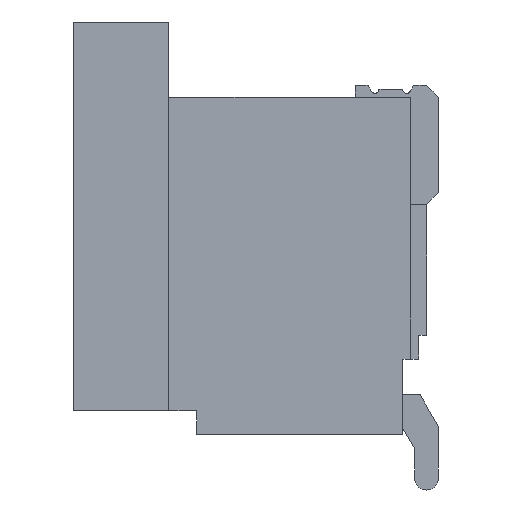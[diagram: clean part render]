
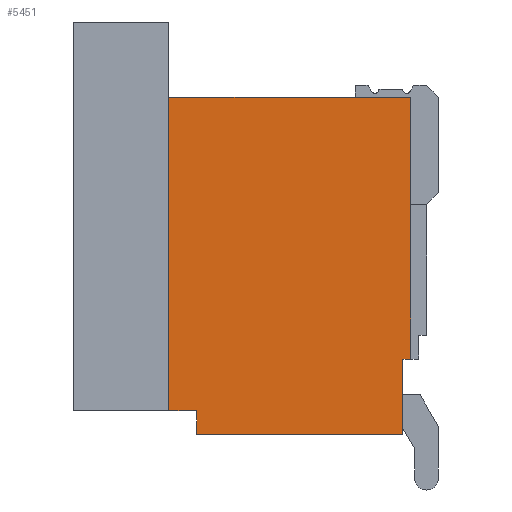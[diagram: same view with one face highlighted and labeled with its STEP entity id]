
A CAD part, left-side view. The second image highlights one B-rep face of the part: STEP entity #5451.
In plain terms, the highlighted planar face has unit normal (-1, 0, 0).
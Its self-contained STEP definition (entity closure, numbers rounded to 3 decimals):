
#1120=ORIENTED_EDGE('',*,*,#2264,.F.);
#1121=ORIENTED_EDGE('',*,*,#2146,.F.);
#1122=ORIENTED_EDGE('',*,*,#2153,.F.);
#1123=ORIENTED_EDGE('',*,*,#2265,.F.);
#1124=ORIENTED_EDGE('',*,*,#2266,.F.);
#1125=ORIENTED_EDGE('',*,*,#2267,.F.);
#1126=ORIENTED_EDGE('',*,*,#2268,.F.);
#1127=ORIENTED_EDGE('',*,*,#2253,.F.);
#2146=EDGE_CURVE('',#2777,#2778,#3399,.T.);
#2153=EDGE_CURVE('',#2782,#2777,#3406,.T.);
#2253=EDGE_CURVE('',#2870,#2871,#3502,.T.);
#2264=EDGE_CURVE('',#2778,#2870,#3513,.T.);
#2265=EDGE_CURVE('',#2879,#2782,#3514,.T.);
#2266=EDGE_CURVE('',#2880,#2879,#3515,.T.);
#2267=EDGE_CURVE('',#2881,#2880,#3516,.T.);
#2268=EDGE_CURVE('',#2871,#2881,#3517,.T.);
#2777=VERTEX_POINT('',#8267);
#2778=VERTEX_POINT('',#8269);
#2782=VERTEX_POINT('',#8280);
#2870=VERTEX_POINT('',#8483);
#2871=VERTEX_POINT('',#8485);
#2879=VERTEX_POINT('',#8507);
#2880=VERTEX_POINT('',#8509);
#2881=VERTEX_POINT('',#8511);
#3399=LINE('',#8268,#4130);
#3406=LINE('',#8281,#4137);
#3502=LINE('',#8484,#4233);
#3513=LINE('',#8505,#4244);
#3514=LINE('',#8506,#4245);
#3515=LINE('',#8508,#4246);
#3516=LINE('',#8510,#4247);
#3517=LINE('',#8512,#4248);
#4130=VECTOR('',#6748,1000.);
#4137=VECTOR('',#6757,1000.);
#4233=VECTOR('',#6891,1000.);
#4244=VECTOR('',#6906,1000.);
#4245=VECTOR('',#6907,1000.);
#4246=VECTOR('',#6908,1000.);
#4247=VECTOR('',#6909,1000.);
#4248=VECTOR('',#6910,1000.);
#4622=EDGE_LOOP('',(#1120,#1121,#1122,#1123,#1124,#1125,#1126,#1127));
#4909=FACE_BOUND('',#4622,.T.);
#5174=PLANE('',#5807);
#5451=ADVANCED_FACE('',(#4909),#5174,.F.);
#5807=AXIS2_PLACEMENT_3D('',#8504,#6904,#6905);
#6748=DIRECTION('',(0.,0.,1.));
#6757=DIRECTION('',(0.,1.,0.));
#6891=DIRECTION('',(0.,0.,-1.));
#6904=DIRECTION('',(1.,0.,0.));
#6905=DIRECTION('',(0.,0.,-1.));
#6906=DIRECTION('',(0.,-1.,0.));
#6907=DIRECTION('',(0.,0.,-1.));
#6908=DIRECTION('',(0.,1.,0.));
#6909=DIRECTION('',(0.,0.,-1.));
#6910=DIRECTION('',(0.,-1.,0.));
#8267=CARTESIAN_POINT('',(-6.2,4.25,-1.025));
#8268=CARTESIAN_POINT('',(-6.2,4.25,-1.025));
#8269=CARTESIAN_POINT('',(-6.2,4.25,2.025));
#8280=CARTESIAN_POINT('',(-6.2,0.3,-1.025));
#8281=CARTESIAN_POINT('',(-6.2,0.,-1.025));
#8483=CARTESIAN_POINT('',(-6.2,0.95,2.025));
#8484=CARTESIAN_POINT('',(-6.2,0.95,2.125));
#8485=CARTESIAN_POINT('',(-6.2,0.95,1.925));
#8504=CARTESIAN_POINT('',(-6.2,0.,0.));
#8505=CARTESIAN_POINT('',(-6.2,5.2,2.025));
#8506=CARTESIAN_POINT('',(-6.2,0.3,-0.675));
#8507=CARTESIAN_POINT('',(-6.2,0.3,-0.675));
#8508=CARTESIAN_POINT('',(-6.2,0.,-0.675));
#8509=CARTESIAN_POINT('',(-6.2,0.,-0.675));
#8510=CARTESIAN_POINT('',(-6.2,0.,1.925));
#8511=CARTESIAN_POINT('',(-6.2,0.,1.925));
#8512=CARTESIAN_POINT('',(-6.2,0.95,1.925));
